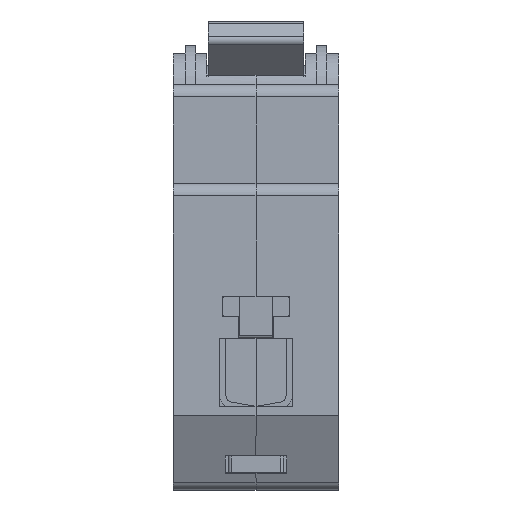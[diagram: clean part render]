
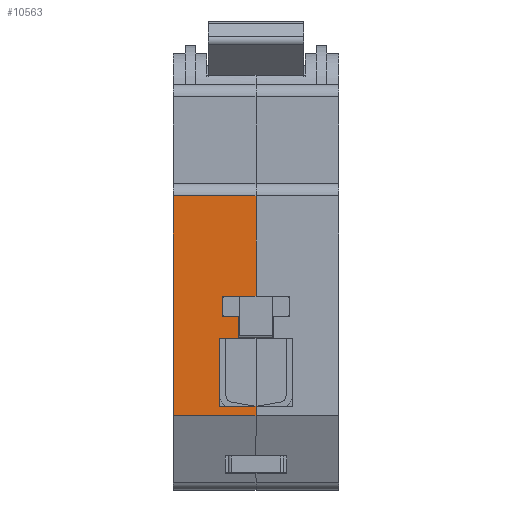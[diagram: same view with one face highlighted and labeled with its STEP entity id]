
A CAD part, front view. The second image highlights one B-rep face of the part: STEP entity #10563.
In plain terms, the highlighted planar face has unit normal (0, -1, 0).
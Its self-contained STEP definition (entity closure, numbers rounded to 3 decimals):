
#576 = VERTEX_POINT ( 'NONE', #5927 ) ;
#630 = LINE ( 'NONE', #16107, #6475 ) ;
#651 = CARTESIAN_POINT ( 'NONE',  ( -2.8, -44.7, 19. ) ) ;
#926 = CARTESIAN_POINT ( 'NONE',  ( -13.4, -44.7, 42. ) ) ;
#990 = CARTESIAN_POINT ( 'NONE',  ( -5.85, -44.7, 8. ) ) ;
#1206 = CARTESIAN_POINT ( 'NONE',  ( 0., -44.7, 6.5 ) ) ;
#1869 = CARTESIAN_POINT ( 'NONE',  ( 0., -44.7, 44. ) ) ;
#2011 = ORIENTED_EDGE ( 'NONE', *, *, #4941, .T. ) ;
#2335 = VECTOR ( 'NONE', #18541, 1000. ) ;
#2848 = LINE ( 'NONE', #9661, #12517 ) ;
#2895 = VECTOR ( 'NONE', #16970, 1000. ) ;
#3048 = CARTESIAN_POINT ( 'NONE',  ( -5.85, -44.7, 19. ) ) ;
#3294 = VECTOR ( 'NONE', #8804, 1000. ) ;
#3328 = VERTEX_POINT ( 'NONE', #651 ) ;
#3721 = VERTEX_POINT ( 'NONE', #926 ) ;
#4008 = DIRECTION ( 'NONE',  ( -1., 0., 0. ) ) ;
#4031 = CARTESIAN_POINT ( 'NONE',  ( 0., -44.7, 44. ) ) ;
#4392 = CARTESIAN_POINT ( 'NONE',  ( -2.8, -44.7, 44. ) ) ;
#4620 = DIRECTION ( 'NONE',  ( 0., 0., 1. ) ) ;
#4923 = LINE ( 'NONE', #20718, #3294 ) ;
#4933 = CARTESIAN_POINT ( 'NONE',  ( 13.4, -44.7, 42. ) ) ;
#4941 = EDGE_CURVE ( 'NONE', #16388, #3328, #630, .T. ) ;
#5117 = CARTESIAN_POINT ( 'NONE',  ( 13.4, -44.7, 25.8 ) ) ;
#5540 = DIRECTION ( 'NONE',  ( 0., 0., -1. ) ) ;
#5562 = EDGE_LOOP ( 'NONE', ( #12677, #18985, #16868, #18765, #14048, #10165, #20348, #2011, #14026, #11181, #20616, #6075 ) ) ;
#5653 = EDGE_CURVE ( 'NONE', #19077, #18424, #4923, .T. ) ;
#5927 = CARTESIAN_POINT ( 'NONE',  ( 0., -44.7, 8. ) ) ;
#6075 = ORIENTED_EDGE ( 'NONE', *, *, #20316, .T. ) ;
#6328 = DIRECTION ( 'NONE',  ( -1., 0., 0. ) ) ;
#6475 = VECTOR ( 'NONE', #17455, 1000. ) ;
#6991 = LINE ( 'NONE', #1869, #19424 ) ;
#7357 = CARTESIAN_POINT ( 'NONE',  ( 13.4, -44.7, 22.5 ) ) ;
#7696 = CARTESIAN_POINT ( 'NONE',  ( -13.4, -44.7, 44. ) ) ;
#8406 = VERTEX_POINT ( 'NONE', #21002 ) ;
#8804 = DIRECTION ( 'NONE',  ( 1., 0., 0. ) ) ;
#9152 = DIRECTION ( 'NONE',  ( 0., 1., 0. ) ) ;
#9307 = LINE ( 'NONE', #4392, #11107 ) ;
#9330 = EDGE_CURVE ( 'NONE', #11499, #11561, #2848, .T. ) ;
#9661 = CARTESIAN_POINT ( 'NONE',  ( -5.4, -44.7, 44. ) ) ;
#9699 = DIRECTION ( 'NONE',  ( 0., 0., -1. ) ) ;
#10165 = ORIENTED_EDGE ( 'NONE', *, *, #13265, .T. ) ;
#10173 = VERTEX_POINT ( 'NONE', #20283 ) ;
#10190 = VECTOR ( 'NONE', #4008, 1000. ) ;
#10280 = LINE ( 'NONE', #4933, #2335 ) ;
#10391 = EDGE_CURVE ( 'NONE', #3721, #19077, #19841, .T. ) ;
#10477 = VECTOR ( 'NONE', #18838, 1000. ) ;
#10563 = ADVANCED_FACE ( 'NONE', ( #14147 ), #11019, .F. ) ;
#10913 = EDGE_CURVE ( 'NONE', #3328, #10173, #9307, .T. ) ;
#11019 = PLANE ( 'NONE',  #12198 ) ;
#11107 = VECTOR ( 'NONE', #18006, 1000. ) ;
#11181 = ORIENTED_EDGE ( 'NONE', *, *, #19340, .T. ) ;
#11499 = VERTEX_POINT ( 'NONE', #12705 ) ;
#11561 = VERTEX_POINT ( 'NONE', #19507 ) ;
#11835 = LINE ( 'NONE', #18647, #2895 ) ;
#12037 = LINE ( 'NONE', #5117, #10477 ) ;
#12198 = AXIS2_PLACEMENT_3D ( 'NONE', #12474, #9152, #14245 ) ;
#12474 = CARTESIAN_POINT ( 'NONE',  ( 13.4, -44.7, 44. ) ) ;
#12517 = VECTOR ( 'NONE', #4620, 1000. ) ;
#12677 = ORIENTED_EDGE ( 'NONE', *, *, #17782, .F. ) ;
#12705 = CARTESIAN_POINT ( 'NONE',  ( -5.4, -44.7, 22.5 ) ) ;
#12940 = CARTESIAN_POINT ( 'NONE',  ( -13.4, -44.7, 6.5 ) ) ;
#13265 = EDGE_CURVE ( 'NONE', #576, #19513, #16448, .T. ) ;
#13799 = LINE ( 'NONE', #7357, #10190 ) ;
#14026 = ORIENTED_EDGE ( 'NONE', *, *, #10913, .T. ) ;
#14048 = ORIENTED_EDGE ( 'NONE', *, *, #15652, .F. ) ;
#14147 = FACE_OUTER_BOUND ( 'NONE', #5562, .T. ) ;
#14245 = DIRECTION ( 'NONE',  ( 0., 0., 1. ) ) ;
#15481 = VERTEX_POINT ( 'NONE', #18482 ) ;
#15652 = EDGE_CURVE ( 'NONE', #576, #18424, #6991, .T. ) ;
#16107 = CARTESIAN_POINT ( 'NONE',  ( 13.4, -44.7, 19. ) ) ;
#16110 = VECTOR ( 'NONE', #9699, 1000. ) ;
#16388 = VERTEX_POINT ( 'NONE', #3048 ) ;
#16448 = LINE ( 'NONE', #19912, #20763 ) ;
#16506 = EDGE_CURVE ( 'NONE', #19513, #16388, #11835, .T. ) ;
#16868 = ORIENTED_EDGE ( 'NONE', *, *, #10391, .T. ) ;
#16970 = DIRECTION ( 'NONE',  ( 0., 0., 1. ) ) ;
#17455 = DIRECTION ( 'NONE',  ( 1., 0., 0. ) ) ;
#17515 = LINE ( 'NONE', #4031, #20695 ) ;
#17782 = EDGE_CURVE ( 'NONE', #15481, #8406, #17515, .T. ) ;
#18006 = DIRECTION ( 'NONE',  ( 0., 0., 1. ) ) ;
#18424 = VERTEX_POINT ( 'NONE', #1206 ) ;
#18482 = CARTESIAN_POINT ( 'NONE',  ( 0., -44.7, 42. ) ) ;
#18541 = DIRECTION ( 'NONE',  ( -1., 0., 0. ) ) ;
#18647 = CARTESIAN_POINT ( 'NONE',  ( -5.85, -44.7, 44. ) ) ;
#18765 = ORIENTED_EDGE ( 'NONE', *, *, #5653, .T. ) ;
#18838 = DIRECTION ( 'NONE',  ( 1., 0., 0. ) ) ;
#18853 = DIRECTION ( 'NONE',  ( 0., 0., -1. ) ) ;
#18985 = ORIENTED_EDGE ( 'NONE', *, *, #21900, .T. ) ;
#19077 = VERTEX_POINT ( 'NONE', #12940 ) ;
#19340 = EDGE_CURVE ( 'NONE', #10173, #11499, #13799, .T. ) ;
#19424 = VECTOR ( 'NONE', #5540, 1000. ) ;
#19507 = CARTESIAN_POINT ( 'NONE',  ( -5.4, -44.7, 25.8 ) ) ;
#19513 = VERTEX_POINT ( 'NONE', #990 ) ;
#19841 = LINE ( 'NONE', #7696, #16110 ) ;
#19912 = CARTESIAN_POINT ( 'NONE',  ( 13.4, -44.7, 8. ) ) ;
#20283 = CARTESIAN_POINT ( 'NONE',  ( -2.8, -44.7, 22.5 ) ) ;
#20316 = EDGE_CURVE ( 'NONE', #11561, #8406, #12037, .T. ) ;
#20348 = ORIENTED_EDGE ( 'NONE', *, *, #16506, .T. ) ;
#20616 = ORIENTED_EDGE ( 'NONE', *, *, #9330, .T. ) ;
#20695 = VECTOR ( 'NONE', #18853, 1000. ) ;
#20718 = CARTESIAN_POINT ( 'NONE',  ( -13.4, -44.7, 6.5 ) ) ;
#20763 = VECTOR ( 'NONE', #6328, 1000. ) ;
#21002 = CARTESIAN_POINT ( 'NONE',  ( 0., -44.7, 25.8 ) ) ;
#21900 = EDGE_CURVE ( 'NONE', #15481, #3721, #10280, .T. ) ;
